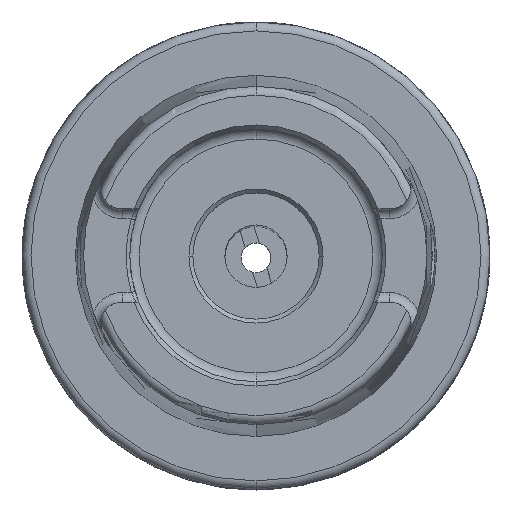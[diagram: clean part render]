
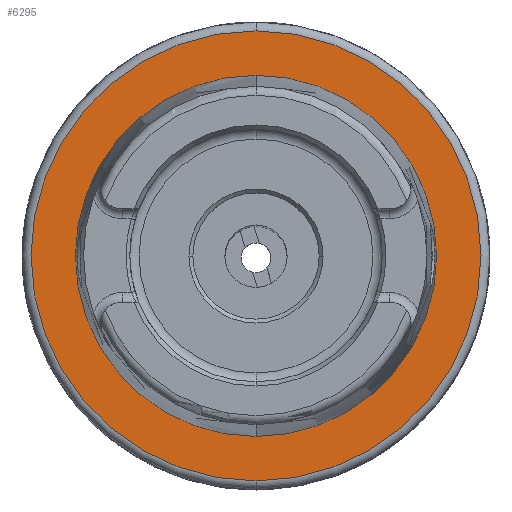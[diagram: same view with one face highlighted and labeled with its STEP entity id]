
A CAD part, top view. The second image highlights one B-rep face of the part: STEP entity #6295.
In plain terms, the highlighted planar face has unit normal (0, 0, 1).
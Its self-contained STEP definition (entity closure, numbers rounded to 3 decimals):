
#35 = VERTEX_POINT ( 'NONE', #2532 ) ;
#416 = DIRECTION ( 'NONE',  ( 0., 0., -1. ) ) ;
#453 = DIRECTION ( 'NONE',  ( 0., 1., 0. ) ) ;
#596 = VERTEX_POINT ( 'NONE', #3350 ) ;
#654 = DIRECTION ( 'NONE',  ( 0., -1., 0. ) ) ;
#664 = DIRECTION ( 'NONE',  ( 0., 0., 1. ) ) ;
#768 = CARTESIAN_POINT ( 'NONE',  ( 0., 24.321, 25.95 ) ) ;
#812 = PLANE ( 'NONE',  #2530 ) ;
#895 = CARTESIAN_POINT ( 'NONE',  ( 0., 0., 25.95 ) ) ;
#966 = CARTESIAN_POINT ( 'NONE',  ( 0., 30.3, 25.95 ) ) ;
#1577 = EDGE_CURVE ( 'NONE', #4826, #9156, #7801, .T. ) ;
#1632 = ORIENTED_EDGE ( 'NONE', *, *, #4162, .T. ) ;
#1962 = CARTESIAN_POINT ( 'NONE',  ( 0., 0., 25.95 ) ) ;
#2530 = AXIS2_PLACEMENT_3D ( 'NONE', #768, #664, #654 ) ;
#2532 = CARTESIAN_POINT ( 'NONE',  ( 0., -24.321, 25.95 ) ) ;
#2708 = DIRECTION ( 'NONE',  ( 0., 1., 0. ) ) ;
#3002 = DIRECTION ( 'NONE',  ( 0., 0., -1. ) ) ;
#3350 = CARTESIAN_POINT ( 'NONE',  ( 0., 24.321, 25.95 ) ) ;
#4026 = ORIENTED_EDGE ( 'NONE', *, *, #1577, .F. ) ;
#4162 = EDGE_CURVE ( 'NONE', #35, #596, #5716, .T. ) ;
#4283 = CARTESIAN_POINT ( 'NONE',  ( 0., -30.3, 25.95 ) ) ;
#4506 = FACE_OUTER_BOUND ( 'NONE', #5617, .T. ) ;
#4560 = CIRCLE ( 'NONE', #5867, 24.321 ) ;
#4826 = VERTEX_POINT ( 'NONE', #966 ) ;
#5111 = AXIS2_PLACEMENT_3D ( 'NONE', #895, #416, #453 ) ;
#5169 = CIRCLE ( 'NONE', #5508, 30.3 ) ;
#5407 = EDGE_CURVE ( 'NONE', #9156, #4826, #5169, .T. ) ;
#5508 = AXIS2_PLACEMENT_3D ( 'NONE', #6124, #6070, #5969 ) ;
#5617 = EDGE_LOOP ( 'NONE', ( #4026, #8153 ) ) ;
#5716 = CIRCLE ( 'NONE', #8272, 24.321 ) ;
#5867 = AXIS2_PLACEMENT_3D ( 'NONE', #1962, #6876, #2708 ) ;
#5969 = DIRECTION ( 'NONE',  ( 0., 1., 0. ) ) ;
#6070 = DIRECTION ( 'NONE',  ( 0., 0., -1. ) ) ;
#6124 = CARTESIAN_POINT ( 'NONE',  ( 0., 0., 25.95 ) ) ;
#6295 = ADVANCED_FACE ( 'NONE', ( #8007, #4506 ), #812, .T. ) ;
#6715 = EDGE_LOOP ( 'NONE', ( #7415, #1632 ) ) ;
#6876 = DIRECTION ( 'NONE',  ( 0., 0., -1. ) ) ;
#7171 = CARTESIAN_POINT ( 'NONE',  ( 0., 0., 25.95 ) ) ;
#7415 = ORIENTED_EDGE ( 'NONE', *, *, #8874, .T. ) ;
#7801 = CIRCLE ( 'NONE', #5111, 30.3 ) ;
#7879 = DIRECTION ( 'NONE',  ( 0., 1., 0. ) ) ;
#8007 = FACE_BOUND ( 'NONE', #6715, .T. ) ;
#8153 = ORIENTED_EDGE ( 'NONE', *, *, #5407, .F. ) ;
#8272 = AXIS2_PLACEMENT_3D ( 'NONE', #7171, #3002, #7879 ) ;
#8874 = EDGE_CURVE ( 'NONE', #596, #35, #4560, .T. ) ;
#9156 = VERTEX_POINT ( 'NONE', #4283 ) ;
